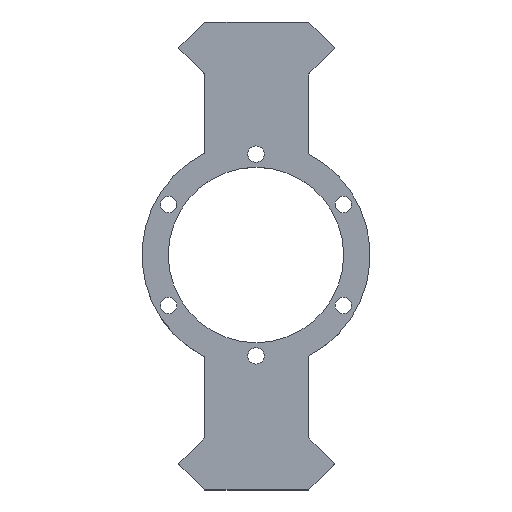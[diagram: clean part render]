
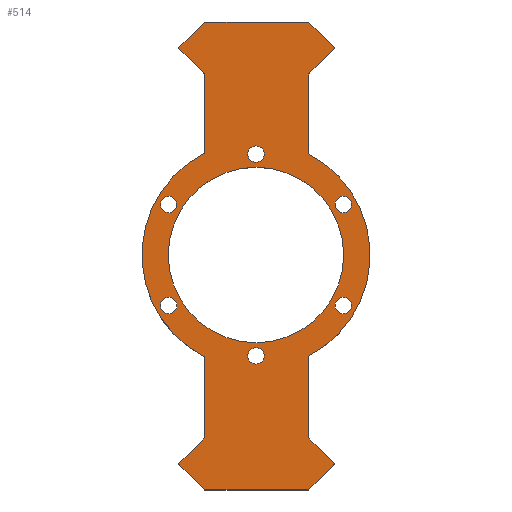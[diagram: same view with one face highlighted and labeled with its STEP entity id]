
A CAD part, top view. The second image highlights one B-rep face of the part: STEP entity #514.
In plain terms, the highlighted planar face has unit normal (0, 0, 1).
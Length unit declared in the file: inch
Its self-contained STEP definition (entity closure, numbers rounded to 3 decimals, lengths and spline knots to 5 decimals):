
#15=FACE_BOUND('',#94,.T.);
#16=FACE_BOUND('',#95,.T.);
#17=FACE_BOUND('',#96,.T.);
#18=FACE_BOUND('',#97,.T.);
#19=FACE_BOUND('',#98,.T.);
#20=FACE_BOUND('',#99,.T.);
#21=FACE_BOUND('',#100,.T.);
#43=PLANE('',#559);
#68=FACE_OUTER_BOUND('',#93,.T.);
#93=EDGE_LOOP('',(#436,#437,#438,#439,#440,#441,#442,#443,#444,#445,#446,
#447,#448,#449,#450,#451));
#94=EDGE_LOOP('',(#452));
#95=EDGE_LOOP('',(#453));
#96=EDGE_LOOP('',(#454));
#97=EDGE_LOOP('',(#455));
#98=EDGE_LOOP('',(#456));
#99=EDGE_LOOP('',(#457));
#100=EDGE_LOOP('',(#458));
#118=LINE('',#750,#169);
#121=LINE('',#756,#172);
#124=LINE('',#762,#175);
#128=LINE('',#774,#179);
#131=LINE('',#780,#182);
#134=LINE('',#786,#185);
#137=LINE('',#792,#188);
#140=LINE('',#798,#191);
#143=LINE('',#804,#194);
#146=LINE('',#810,#197);
#150=LINE('',#822,#201);
#153=LINE('',#828,#204);
#156=LINE('',#834,#207);
#159=LINE('',#838,#210);
#169=VECTOR('',#616,0.3937);
#172=VECTOR('',#621,0.3937);
#175=VECTOR('',#626,0.3937);
#179=VECTOR('',#638,0.3937);
#182=VECTOR('',#643,0.3937);
#185=VECTOR('',#648,0.3937);
#188=VECTOR('',#653,0.3937);
#191=VECTOR('',#658,0.3937);
#194=VECTOR('',#663,0.3937);
#197=VECTOR('',#668,0.3937);
#201=VECTOR('',#680,0.3937);
#204=VECTOR('',#685,0.3937);
#207=VECTOR('',#690,0.3937);
#210=VECTOR('',#695,0.3937);
#211=CIRCLE('',#519,0.07874);
#213=CIRCLE('',#522,0.07874);
#215=CIRCLE('',#525,0.07874);
#217=CIRCLE('',#528,0.07874);
#219=CIRCLE('',#531,0.07874);
#221=CIRCLE('',#534,0.8435);
#223=CIRCLE('',#537,0.07874);
#226=CIRCLE('',#544,1.097);
#228=CIRCLE('',#554,1.097);
#229=VERTEX_POINT('',#702);
#231=VERTEX_POINT('',#708);
#233=VERTEX_POINT('',#714);
#235=VERTEX_POINT('',#720);
#237=VERTEX_POINT('',#726);
#239=VERTEX_POINT('',#732);
#241=VERTEX_POINT('',#738);
#245=VERTEX_POINT('',#747);
#246=VERTEX_POINT('',#749);
#248=VERTEX_POINT('',#755);
#250=VERTEX_POINT('',#761);
#252=VERTEX_POINT('',#767);
#254=VERTEX_POINT('',#773);
#256=VERTEX_POINT('',#779);
#258=VERTEX_POINT('',#785);
#260=VERTEX_POINT('',#791);
#262=VERTEX_POINT('',#797);
#264=VERTEX_POINT('',#803);
#266=VERTEX_POINT('',#809);
#268=VERTEX_POINT('',#815);
#270=VERTEX_POINT('',#821);
#272=VERTEX_POINT('',#827);
#274=VERTEX_POINT('',#833);
#275=EDGE_CURVE('',#229,#229,#211,.T.);
#278=EDGE_CURVE('',#231,#231,#213,.T.);
#281=EDGE_CURVE('',#233,#233,#215,.T.);
#284=EDGE_CURVE('',#235,#235,#217,.T.);
#287=EDGE_CURVE('',#237,#237,#219,.T.);
#290=EDGE_CURVE('',#239,#239,#221,.T.);
#293=EDGE_CURVE('',#241,#241,#223,.T.);
#298=EDGE_CURVE('',#246,#245,#118,.T.);
#301=EDGE_CURVE('',#248,#246,#121,.T.);
#304=EDGE_CURVE('',#250,#248,#124,.T.);
#307=EDGE_CURVE('',#252,#250,#226,.T.);
#310=EDGE_CURVE('',#254,#252,#128,.T.);
#313=EDGE_CURVE('',#256,#254,#131,.T.);
#316=EDGE_CURVE('',#258,#256,#134,.T.);
#319=EDGE_CURVE('',#260,#258,#137,.T.);
#322=EDGE_CURVE('',#262,#260,#140,.T.);
#325=EDGE_CURVE('',#264,#262,#143,.T.);
#328=EDGE_CURVE('',#266,#264,#146,.T.);
#331=EDGE_CURVE('',#268,#266,#228,.T.);
#334=EDGE_CURVE('',#270,#268,#150,.T.);
#337=EDGE_CURVE('',#272,#270,#153,.T.);
#340=EDGE_CURVE('',#274,#272,#156,.T.);
#343=EDGE_CURVE('',#245,#274,#159,.T.);
#436=ORIENTED_EDGE('',*,*,#343,.T.);
#437=ORIENTED_EDGE('',*,*,#340,.T.);
#438=ORIENTED_EDGE('',*,*,#337,.T.);
#439=ORIENTED_EDGE('',*,*,#334,.T.);
#440=ORIENTED_EDGE('',*,*,#331,.T.);
#441=ORIENTED_EDGE('',*,*,#328,.T.);
#442=ORIENTED_EDGE('',*,*,#325,.T.);
#443=ORIENTED_EDGE('',*,*,#322,.T.);
#444=ORIENTED_EDGE('',*,*,#319,.T.);
#445=ORIENTED_EDGE('',*,*,#316,.T.);
#446=ORIENTED_EDGE('',*,*,#313,.T.);
#447=ORIENTED_EDGE('',*,*,#310,.T.);
#448=ORIENTED_EDGE('',*,*,#307,.T.);
#449=ORIENTED_EDGE('',*,*,#304,.T.);
#450=ORIENTED_EDGE('',*,*,#301,.T.);
#451=ORIENTED_EDGE('',*,*,#298,.T.);
#452=ORIENTED_EDGE('',*,*,#293,.T.);
#453=ORIENTED_EDGE('',*,*,#290,.T.);
#454=ORIENTED_EDGE('',*,*,#287,.T.);
#455=ORIENTED_EDGE('',*,*,#284,.T.);
#456=ORIENTED_EDGE('',*,*,#281,.T.);
#457=ORIENTED_EDGE('',*,*,#278,.T.);
#458=ORIENTED_EDGE('',*,*,#275,.T.);
#514=ADVANCED_FACE('',(#68,#15,#16,#17,#18,#19,#20,#21),#43,.T.);
#519=AXIS2_PLACEMENT_3D('',#703,#565,#566);
#522=AXIS2_PLACEMENT_3D('',#709,#572,#573);
#525=AXIS2_PLACEMENT_3D('',#715,#579,#580);
#528=AXIS2_PLACEMENT_3D('',#721,#586,#587);
#531=AXIS2_PLACEMENT_3D('',#727,#593,#594);
#534=AXIS2_PLACEMENT_3D('',#733,#600,#601);
#537=AXIS2_PLACEMENT_3D('',#739,#607,#608);
#544=AXIS2_PLACEMENT_3D('',#768,#632,#633);
#554=AXIS2_PLACEMENT_3D('',#816,#674,#675);
#559=AXIS2_PLACEMENT_3D('',#839,#696,#697);
#565=DIRECTION('center_axis',(0.,0.,
-1.));
#566=DIRECTION('ref_axis',(1.,0.,0.));
#572=DIRECTION('center_axis',(0.,0.,
-1.));
#573=DIRECTION('ref_axis',(1.,0.,0.));
#579=DIRECTION('center_axis',(0.,0.,
-1.));
#580=DIRECTION('ref_axis',(1.,0.,0.));
#586=DIRECTION('center_axis',(0.,0.,
-1.));
#587=DIRECTION('ref_axis',(1.,0.,0.));
#593=DIRECTION('center_axis',(0.,0.,
-1.));
#594=DIRECTION('ref_axis',(1.,0.,0.));
#600=DIRECTION('center_axis',(0.,0.,
-1.));
#601=DIRECTION('ref_axis',(1.,0.,0.));
#607=DIRECTION('center_axis',(0.,0.,
-1.));
#608=DIRECTION('ref_axis',(1.,0.,0.));
#616=DIRECTION('',(-0.707,0.707,0.));
#621=DIRECTION('',(0.707,0.707,0.));
#626=DIRECTION('',(0.,1.,0.));
#632=DIRECTION('center_axis',(0.,0.,
1.));
#633=DIRECTION('ref_axis',(1.,0.,0.));
#638=DIRECTION('',(0.,1.,0.));
#643=DIRECTION('',(-0.707,0.707,0.));
#648=DIRECTION('',(0.707,0.707,0.));
#653=DIRECTION('',(1.,0.,0.));
#658=DIRECTION('',(0.707,-0.707,0.));
#663=DIRECTION('',(-0.707,-0.707,0.));
#668=DIRECTION('',(0.,-1.,0.));
#674=DIRECTION('center_axis',(0.,0.,
1.));
#675=DIRECTION('ref_axis',(1.,0.,0.));
#680=DIRECTION('',(0.,-1.,0.));
#685=DIRECTION('',(0.707,-0.707,0.));
#690=DIRECTION('',(-0.707,-0.707,0.));
#695=DIRECTION('',(-1.,0.,0.));
#696=DIRECTION('center_axis',(0.,0.,
1.));
#697=DIRECTION('ref_axis',(1.,0.,0.));
#702=CARTESIAN_POINT('',(0.75393,0.49452,0.17562));
#703=CARTESIAN_POINT('Origin',(0.83267,0.49452,0.17562));
#708=CARTESIAN_POINT('',(-0.08633,-0.96086,0.17562));
#709=CARTESIAN_POINT('Origin',(-0.00759,-0.96086,
0.17562));
#714=CARTESIAN_POINT('',(-0.08633,0.97964,0.17562));
#715=CARTESIAN_POINT('Origin',(-0.00759,0.97964,0.17562));
#720=CARTESIAN_POINT('',(0.75393,-0.47573,0.17562));
#721=CARTESIAN_POINT('Origin',(0.83267,-0.47573,0.17562));
#726=CARTESIAN_POINT('',(-0.9266,-0.47573,0.17562));
#727=CARTESIAN_POINT('Origin',(-0.84786,-0.47573,0.17562));
#732=CARTESIAN_POINT('',(-0.8511,0.00939,0.17562));
#733=CARTESIAN_POINT('Origin',(-0.00759,0.00939,
0.17562));
#738=CARTESIAN_POINT('',(-0.9266,0.49452,0.17562));
#739=CARTESIAN_POINT('Origin',(-0.84786,0.49452,0.17562));
#747=CARTESIAN_POINT('',(0.5,2.25,0.17562));
#749=CARTESIAN_POINT('',(0.75,2.,0.17562));
#750=CARTESIAN_POINT('',(0.5,2.25,0.17562));
#755=CARTESIAN_POINT('',(0.5,1.75,0.17562));
#756=CARTESIAN_POINT('',(0.75,2.,0.17562));
#761=CARTESIAN_POINT('',(0.5,0.98189,0.17562));
#762=CARTESIAN_POINT('',(0.5,-2.25,0.17562));
#767=CARTESIAN_POINT('',(0.5,-0.96311,0.17562));
#768=CARTESIAN_POINT('Origin',(-0.00759,0.00939,
0.17562));
#773=CARTESIAN_POINT('',(0.5,-1.75,0.17562));
#774=CARTESIAN_POINT('',(0.5,-2.25,0.17562));
#779=CARTESIAN_POINT('',(0.75,-2.,0.17562));
#780=CARTESIAN_POINT('',(0.75,-2.,0.17562));
#785=CARTESIAN_POINT('',(0.5,-2.25,0.17562));
#786=CARTESIAN_POINT('',(0.5,-2.25,0.17562));
#791=CARTESIAN_POINT('',(-0.5,-2.25,0.17562));
#792=CARTESIAN_POINT('',(-0.5,-2.25,0.17562));
#797=CARTESIAN_POINT('',(-0.75,-2.,0.17562));
#798=CARTESIAN_POINT('',(-0.5,-2.25,0.17562));
#803=CARTESIAN_POINT('',(-0.5,-1.75,0.17562));
#804=CARTESIAN_POINT('',(-0.75,-2.,0.17562));
#809=CARTESIAN_POINT('',(-0.5,-0.97089,0.17562));
#810=CARTESIAN_POINT('',(-0.5,2.25,0.17562));
#815=CARTESIAN_POINT('',(-0.5,0.98967,0.17562));
#816=CARTESIAN_POINT('Origin',(-0.00759,0.00939,
0.17562));
#821=CARTESIAN_POINT('',(-0.5,1.75,0.17562));
#822=CARTESIAN_POINT('',(-0.5,2.25,0.17562));
#827=CARTESIAN_POINT('',(-0.75,2.,0.17562));
#828=CARTESIAN_POINT('',(-0.75,2.,0.17562));
#833=CARTESIAN_POINT('',(-0.5,2.25,0.17562));
#834=CARTESIAN_POINT('',(-0.5,2.25,0.17562));
#838=CARTESIAN_POINT('',(0.5,2.25,0.17562));
#839=CARTESIAN_POINT('Origin',(-0.00759,0.,
0.17562));
